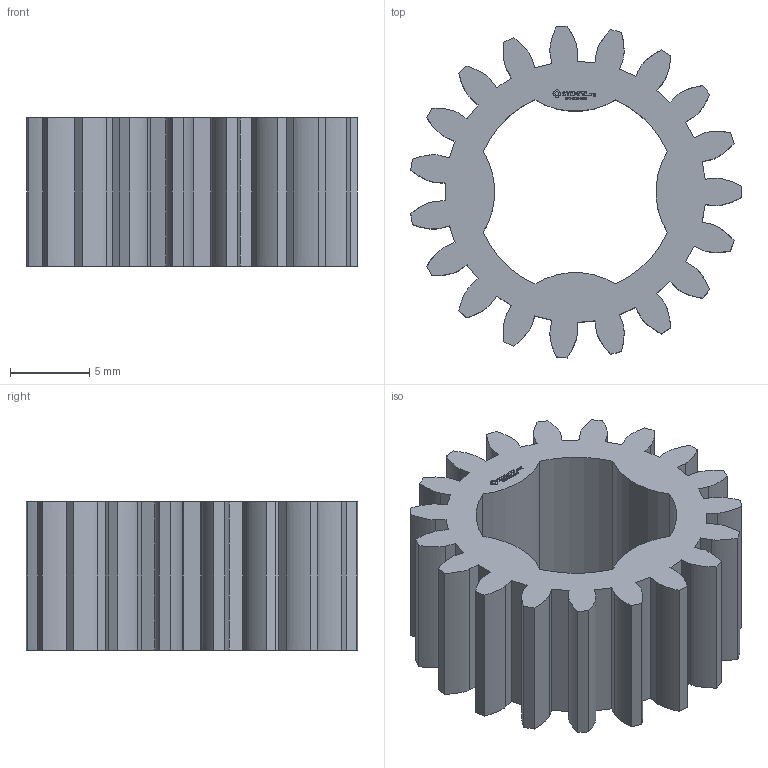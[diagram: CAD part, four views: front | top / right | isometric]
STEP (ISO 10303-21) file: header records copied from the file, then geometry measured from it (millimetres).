
FILE_DESCRIPTION(('FreeCAD Model'),'2;1');
FILE_NAME('Open CASCADE Shape Model','2024-03-09T17:45:16',(''),(''), 'Open CASCADE STEP processor 7.6','FreeCAD','Unknown');
FILE_SCHEMA(('AUTOMOTIVE_DESIGN { 1 0 10303 214 1 1 1 1 }'));
Length unit declared in the file: millimetre
Products named in the file (1): Gear Wheel PLN TTH19 BU00.75 SFT-SHD - SPN-GWH-0055 (stemfie.org)
Bounding box: 20.9 x 20.97 x 9.38 mm (x, y, z)
Volume: 1559.7 mm3; surface area: 1884.7 mm2
Topology: 1 solids, 1 shells, 598 faces, 1698 edges, 1132 vertices
Faces by surface type: plane 318, extrusion 272, cylinder 8
Entity records: 49101 total; most frequent: CARTESIAN_POINT 12795, DIRECTION 4948, VECTOR 4246, LINE 3974, ORIENTED_EDGE 3396, PCURVE 3396, DEFINITIONAL_REPRESENTATION 3396, EDGE_CURVE 1698
